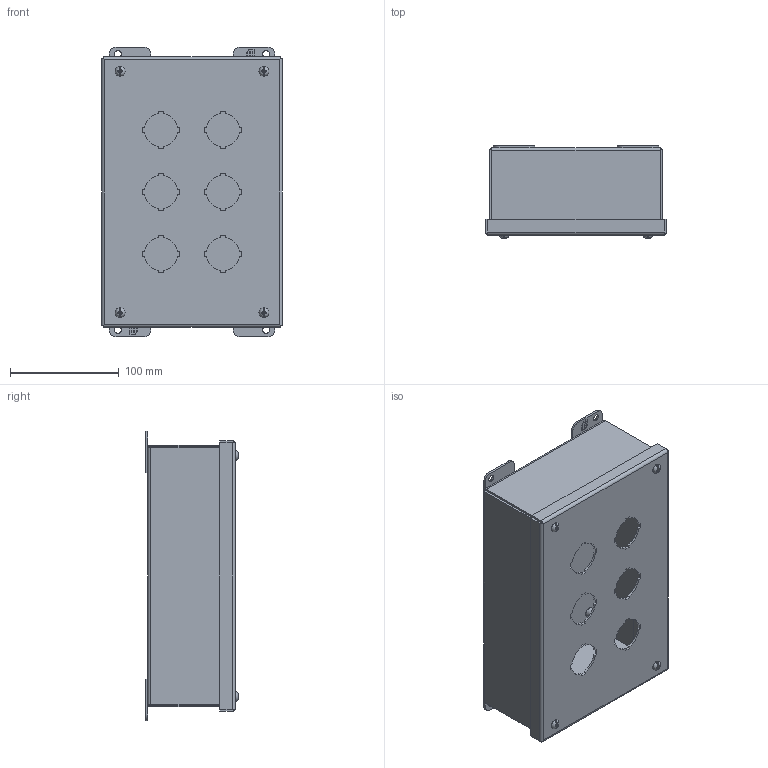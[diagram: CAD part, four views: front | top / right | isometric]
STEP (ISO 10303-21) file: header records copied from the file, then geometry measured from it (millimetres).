
FILE_DESCRIPTION (( 'STEP AP203' ), '1' );
FILE_NAME ('1435S16H_Default.step', '2019-11-08T18:27:33', ( '' ), ( '' ), 'SwSTEP 2.0', 'SolidWorks 2019', '' );
FILE_SCHEMA (( 'CONFIG_CONTROL_DESIGN' ));
Length unit declared in the file: inch
Products named in the file (1): 1435S16H_Default
Bounding box: 166.67 x 85.19 x 266.7 mm (x, y, z)
Volume: 334064.2 mm3; surface area: 348669.6 mm2
Topology: 23 solids, 23 shells, 701 faces, 1816 edges, 1177 vertices
Faces by surface type: plane 495, cylinder 176, cone 14, torus 8, bspline 8
Entity records: 21695 total; most frequent: CARTESIAN_POINT 4285, ORIENTED_EDGE 3628, DIRECTION 3510, EDGE_CURVE 1814, LINE 1314, VECTOR 1314, VERTEX_POINT 1177, AXIS2_PLACEMENT_3D 1098
